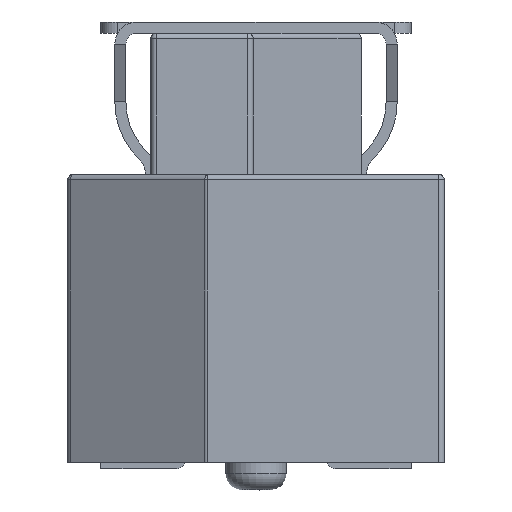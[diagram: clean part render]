
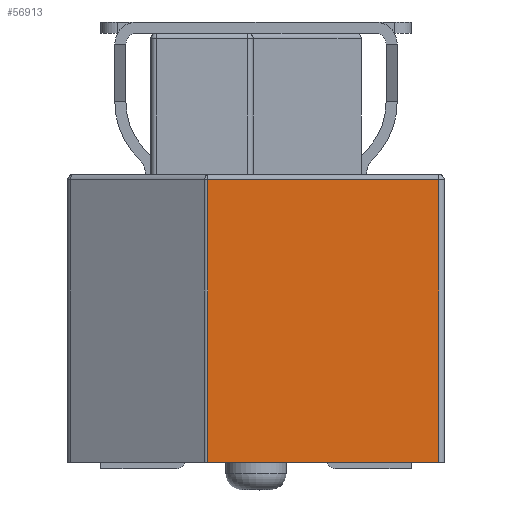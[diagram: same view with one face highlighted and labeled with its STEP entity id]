
A CAD part, left-side view. The second image highlights one B-rep face of the part: STEP entity #56913.
In plain terms, the highlighted planar face has unit normal (-1, 0, 0).
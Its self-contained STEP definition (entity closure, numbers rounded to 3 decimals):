
#2695=ORIENTED_EDGE('',*,*,#20067,.T.);
#2696=ORIENTED_EDGE('',*,*,#20068,.T.);
#2697=ORIENTED_EDGE('',*,*,#20013,.F.);
#2698=ORIENTED_EDGE('',*,*,#20069,.T.);
#20013=EDGE_CURVE('',#28699,#28700,#34243,.T.);
#20067=EDGE_CURVE('',#28746,#28747,#34288,.F.);
#20068=EDGE_CURVE('',#28747,#28700,#34289,.F.);
#20069=EDGE_CURVE('',#28699,#28746,#34290,.F.);
#28699=VERTEX_POINT('',#80527);
#28700=VERTEX_POINT('',#80529);
#28746=VERTEX_POINT('',#80632);
#28747=VERTEX_POINT('',#80633);
#34243=LINE('',#80528,#41793);
#34288=LINE('',#80631,#41838);
#34289=LINE('',#80634,#41839);
#34290=LINE('',#80635,#41840);
#41793=VECTOR('',#64538,1000.);
#41838=VECTOR('',#64607,1000.);
#41839=VECTOR('',#64608,1000.);
#41840=VECTOR('',#64609,1000.);
#48988=EDGE_LOOP('',(#2695,#2696,#2697,#2698));
#51831=FACE_BOUND('',#48988,.T.);
#54662=PLANE('',#59964);
#56913=ADVANCED_FACE('',(#51831),#54662,.F.);
#59964=AXIS2_PLACEMENT_3D('',#80630,#64605,#64606);
#64538=DIRECTION('',(0.,1.,0.));
#64605=DIRECTION('',(1.,0.,0.));
#64606=DIRECTION('',(0.,0.,-1.));
#64607=DIRECTION('',(0.,-1.,0.));
#64608=DIRECTION('',(0.,0.,1.));
#64609=DIRECTION('',(0.,0.,-1.));
#80527=CARTESIAN_POINT('',(-18.9,-3.3,0.));
#80528=CARTESIAN_POINT('',(-18.9,3.4,0.));
#80529=CARTESIAN_POINT('',(-18.9,0.872,0.));
#80630=CARTESIAN_POINT('',(-18.9,3.4,38.362));
#80631=CARTESIAN_POINT('',(-18.9,0.9,5.1));
#80632=CARTESIAN_POINT('',(-18.9,-3.3,5.1));
#80633=CARTESIAN_POINT('',(-18.9,0.872,5.1));
#80634=CARTESIAN_POINT('',(-18.9,0.872,0.));
#80635=CARTESIAN_POINT('',(-18.9,-3.3,38.362));
